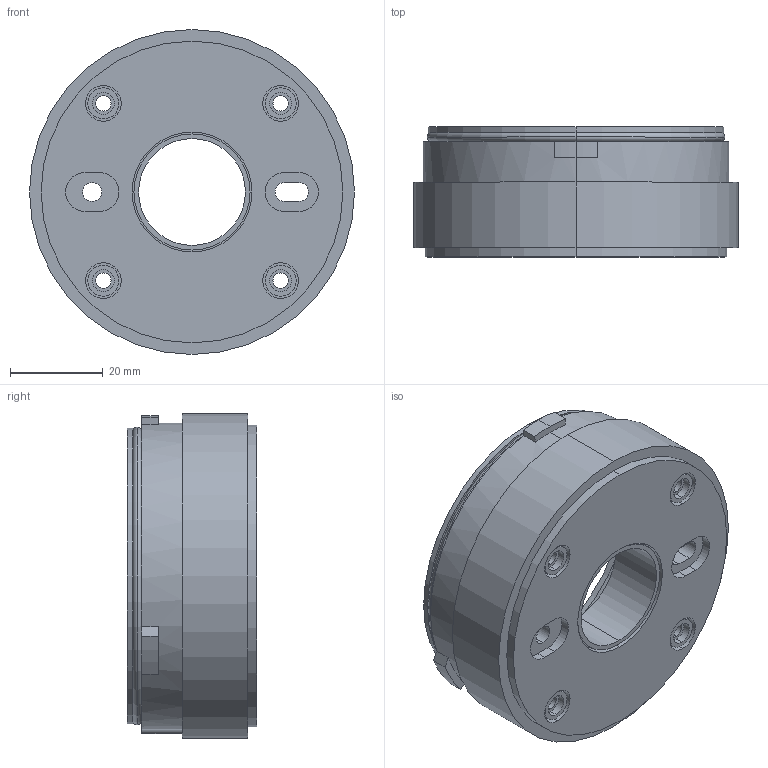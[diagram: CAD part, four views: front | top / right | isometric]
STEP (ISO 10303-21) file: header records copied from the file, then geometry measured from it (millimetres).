
FILE_DESCRIPTION (( 'STEP AP214' ), '1' );
FILE_NAME ('SZ-130D.step', '2016-10-25T14:47:36', ( '' ), ( '' ), 'SwSTEP 2.0', 'SolidWorks 2016', '' );
FILE_SCHEMA (( 'AUTOMOTIVE_DESIGN' ));
Length unit declared in the file: millimetre
Products named in the file (1): SZ-130D
Bounding box: 70 x 28 x 70 mm (x, y, z)
Volume: 41580.9 mm3; surface area: 27694.9 mm2
Topology: 3 solids, 3 shells, 132 faces, 335 edges, 222 vertices
Faces by surface type: cylinder 84, plane 44, torus 4
Entity records: 4281 total; most frequent: DIRECTION 795, CARTESIAN_POINT 690, ORIENTED_EDGE 670, EDGE_CURVE 335, AXIS2_PLACEMENT_3D 327, VERTEX_POINT 222, CIRCLE 194, EDGE_LOOP 175
